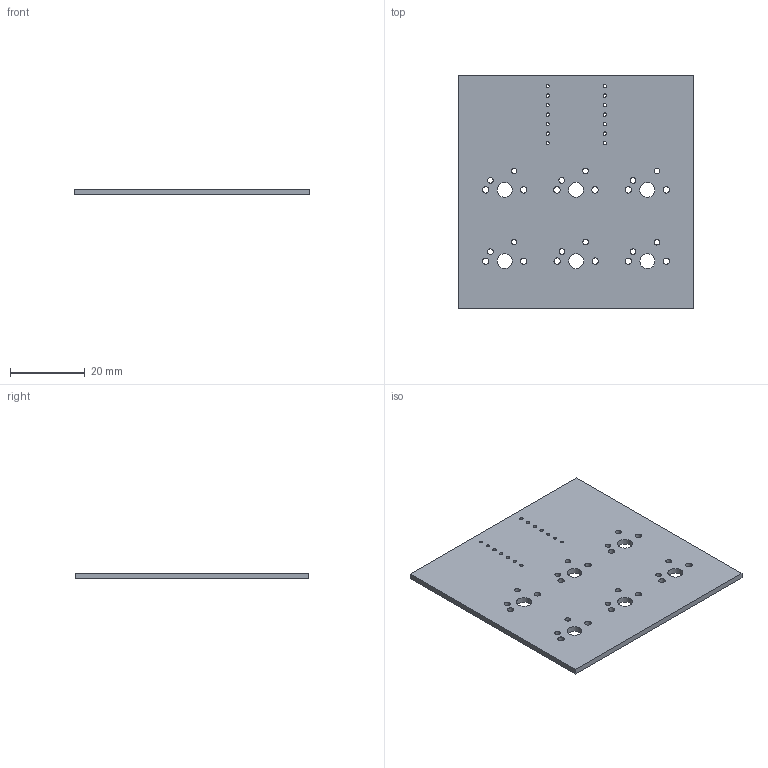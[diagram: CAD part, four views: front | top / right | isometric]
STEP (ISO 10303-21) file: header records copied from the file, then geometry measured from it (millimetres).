
FILE_DESCRIPTION(('KiCad electronic assembly'),'2;1');
FILE_NAME('Macropad design.step','2025-12-01T06:31:40',('Pcbnew'),( 'Kicad'),'Open CASCADE STEP processor 7.9','KiCad to STEP converter' ,'Unknown');
FILE_SCHEMA(('AUTOMOTIVE_DESIGN { 1 0 10303 214 1 1 1 1 }'));
Length unit declared in the file: millimetre
Products named in the file (2): Macropad design 1; Macropad design_PCB
Assembly tree (1 placements, depth 2):
  Macropad design 1
    Macropad design_PCB
Bounding box: 62.92 x 62.51 x 1.51 mm (x, y, z)
Volume: 5739.4 mm3; surface area: 8335.7 mm2
Topology: 1 solids, 1 shells, 50 faces, 144 edges, 96 vertices
Faces by surface type: cylinder 44, plane 6
Full cylindrical faces by diameter (mm): 0.889 x14, 1.5 x12, 1.7 x12, 4 x6
Entity records: 1909 total; most frequent: DIRECTION 336, CARTESIAN_POINT 292, ORIENTED_EDGE 288, EDGE_CURVE 144, AXIS2_PLACEMENT_3D 140, FACE_BOUND 138, EDGE_LOOP 138, VERTEX_POINT 96
